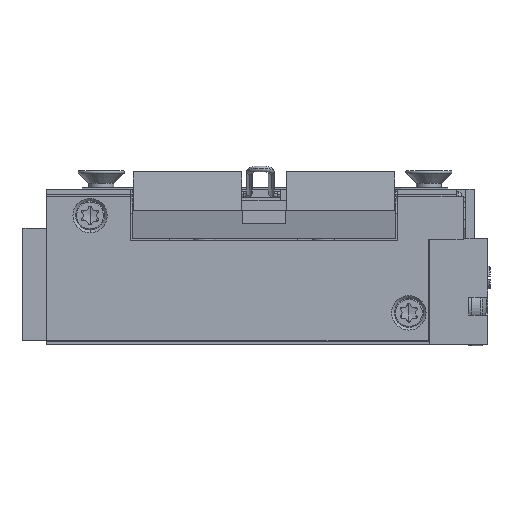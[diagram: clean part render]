
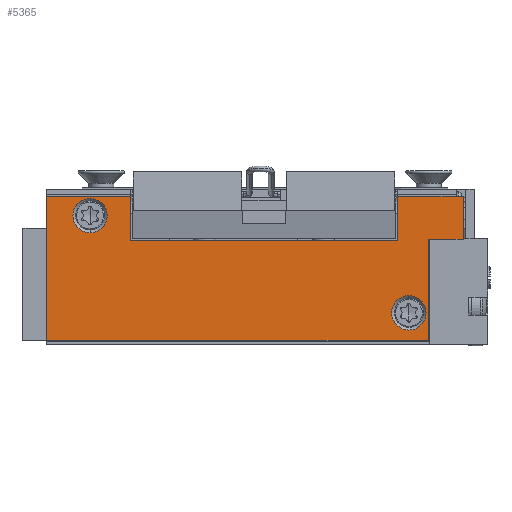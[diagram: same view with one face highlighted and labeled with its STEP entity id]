
A CAD part, left-side view. The second image highlights one B-rep face of the part: STEP entity #5365.
In plain terms, the highlighted planar face has unit normal (-1, 0, 0).
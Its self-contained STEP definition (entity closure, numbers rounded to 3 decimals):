
#17 = VERTEX_POINT ( 'NONE', #9165 ) ;
#56 = DIRECTION ( 'NONE',  ( 1., 0., 0. ) ) ;
#161 = CARTESIAN_POINT ( 'NONE',  ( 0., -22.9, 4.4 ) ) ;
#317 = VECTOR ( 'NONE', #21899, 1000. ) ;
#661 = CARTESIAN_POINT ( 'NONE',  ( 0., -33.4, 11.55 ) ) ;
#822 = VERTEX_POINT ( 'NONE', #3931 ) ;
#1026 = EDGE_CURVE ( 'NONE', #3929, #10725, #5979, .T. ) ;
#1271 = DIRECTION ( 'NONE',  ( -1., 0., 0. ) ) ;
#1383 = FACE_BOUND ( 'NONE', #17191, .T. ) ;
#1400 = ORIENTED_EDGE ( 'NONE', *, *, #6069, .F. ) ;
#1488 = ORIENTED_EDGE ( 'NONE', *, *, #10811, .F. ) ;
#1675 = VERTEX_POINT ( 'NONE', #12716 ) ;
#1846 = VERTEX_POINT ( 'NONE', #161 ) ;
#1975 = VERTEX_POINT ( 'NONE', #9136 ) ;
#1985 = DIRECTION ( 'NONE',  ( -1., 0., 0. ) ) ;
#2298 = AXIS2_PLACEMENT_3D ( 'NONE', #14131, #17509, #20633 ) ;
#2345 = DIRECTION ( 'NONE',  ( 0., 0., -1. ) ) ;
#2752 = LINE ( 'NONE', #20011, #6783 ) ;
#2754 = VERTEX_POINT ( 'NONE', #15667 ) ;
#2982 = CARTESIAN_POINT ( 'NONE',  ( 0., 33.4, -11.55 ) ) ;
#3026 = EDGE_CURVE ( 'NONE', #5152, #2754, #12103, .T. ) ;
#3160 = CARTESIAN_POINT ( 'NONE',  ( 0., 33.4, -11.55 ) ) ;
#3217 = VECTOR ( 'NONE', #18195, 1000. ) ;
#3255 = CARTESIAN_POINT ( 'NONE',  ( 0., 26.4, 8.45 ) ) ;
#3413 = CARTESIAN_POINT ( 'NONE',  ( 0., 33.4, 11.55 ) ) ;
#3457 = VECTOR ( 'NONE', #13423, 1000. ) ;
#3543 = ORIENTED_EDGE ( 'NONE', *, *, #21700, .F. ) ;
#3599 = CARTESIAN_POINT ( 'NONE',  ( 0., -27.8, -11.55 ) ) ;
#3689 = CARTESIAN_POINT ( 'NONE',  ( 0., -33.4, 11.55 ) ) ;
#3890 = AXIS2_PLACEMENT_3D ( 'NONE', #14835, #56, #4723 ) ;
#3929 = VERTEX_POINT ( 'NONE', #13765 ) ;
#3931 = CARTESIAN_POINT ( 'NONE',  ( 0., -33.4, 4.65 ) ) ;
#4059 = VECTOR ( 'NONE', #18745, 1000. ) ;
#4099 = CARTESIAN_POINT ( 'NONE',  ( 0., 26.4, 11.2 ) ) ;
#4175 = ORIENTED_EDGE ( 'NONE', *, *, #10820, .F. ) ;
#4297 = CARTESIAN_POINT ( 'NONE',  ( 0., -33.4, 4.65 ) ) ;
#4589 = LINE ( 'NONE', #3160, #3217 ) ;
#4618 = CARTESIAN_POINT ( 'NONE',  ( 0., -22.9, 11.55 ) ) ;
#4672 = ORIENTED_EDGE ( 'NONE', *, *, #1026, .F. ) ;
#4708 = ORIENTED_EDGE ( 'NONE', *, *, #11840, .F. ) ;
#4723 = DIRECTION ( 'NONE',  ( 0., 0., -1. ) ) ;
#5121 = DIRECTION ( 'NONE',  ( 0., 0., -1. ) ) ;
#5134 = EDGE_CURVE ( 'NONE', #17, #1975, #16457, .T. ) ;
#5152 = VERTEX_POINT ( 'NONE', #17211 ) ;
#5365 = ADVANCED_FACE ( 'NONE', ( #1383, #8380, #11607 ), #6392, .F. ) ;
#5672 = ORIENTED_EDGE ( 'NONE', *, *, #3026, .F. ) ;
#5685 = CARTESIAN_POINT ( 'NONE',  ( 0., 19.9, 4.4 ) ) ;
#5861 = EDGE_CURVE ( 'NONE', #19910, #21062, #18737, .T. ) ;
#5979 = CIRCLE ( 'NONE', #13790, 2.75 ) ;
#6069 = EDGE_CURVE ( 'NONE', #1675, #14543, #7874, .T. ) ;
#6392 = PLANE ( 'NONE',  #3890 ) ;
#6454 = CARTESIAN_POINT ( 'NONE',  ( 0., 19.9, 4.4 ) ) ;
#6604 = DIRECTION ( 'NONE',  ( 0., 0., 1. ) ) ;
#6642 = CARTESIAN_POINT ( 'NONE',  ( 0., -22.9, 4.4 ) ) ;
#6783 = VECTOR ( 'NONE', #9519, 1000. ) ;
#6986 = CARTESIAN_POINT ( 'NONE',  ( 0., -33.4, 4.65 ) ) ;
#7452 = VECTOR ( 'NONE', #5121, 1000. ) ;
#7874 = LINE ( 'NONE', #5685, #18503 ) ;
#8053 = VECTOR ( 'NONE', #19330, 1000. ) ;
#8289 = CARTESIAN_POINT ( 'NONE',  ( 0., -27.8, 4.65 ) ) ;
#8380 = FACE_BOUND ( 'NONE', #13150, .T. ) ;
#8890 = ORIENTED_EDGE ( 'NONE', *, *, #11288, .F. ) ;
#9001 = DIRECTION ( 'NONE',  ( 0., -1., 0. ) ) ;
#9136 = CARTESIAN_POINT ( 'NONE',  ( 0., -27.8, -11.55 ) ) ;
#9165 = CARTESIAN_POINT ( 'NONE',  ( 0., -27.8, 4.65 ) ) ;
#9519 = DIRECTION ( 'NONE',  ( 0., -1., 0. ) ) ;
#9782 = VECTOR ( 'NONE', #11066, 1000. ) ;
#9859 = DIRECTION ( 'NONE',  ( 0., 0., 1. ) ) ;
#9900 = ORIENTED_EDGE ( 'NONE', *, *, #5861, .F. ) ;
#9968 = AXIS2_PLACEMENT_3D ( 'NONE', #14950, #1271, #6604 ) ;
#10339 = ORIENTED_EDGE ( 'NONE', *, *, #12439, .F. ) ;
#10535 = LINE ( 'NONE', #6986, #7452 ) ;
#10725 = VERTEX_POINT ( 'NONE', #4099 ) ;
#10761 = VERTEX_POINT ( 'NONE', #2982 ) ;
#10811 = EDGE_CURVE ( 'NONE', #17358, #1675, #2752, .T. ) ;
#10820 = EDGE_CURVE ( 'NONE', #10725, #3929, #14223, .T. ) ;
#11066 = DIRECTION ( 'NONE',  ( 0., 0., 1. ) ) ;
#11288 = EDGE_CURVE ( 'NONE', #10761, #17358, #4589, .T. ) ;
#11607 = FACE_OUTER_BOUND ( 'NONE', #16738, .T. ) ;
#11752 = AXIS2_PLACEMENT_3D ( 'NONE', #21455, #14868, #9859 ) ;
#11840 = EDGE_CURVE ( 'NONE', #21062, #822, #10535, .T. ) ;
#12103 = CIRCLE ( 'NONE', #9968, 2.75 ) ;
#12167 = EDGE_CURVE ( 'NONE', #14543, #1846, #18691, .T. ) ;
#12439 = EDGE_CURVE ( 'NONE', #822, #17, #17771, .T. ) ;
#12557 = CIRCLE ( 'NONE', #2298, 2.75 ) ;
#12716 = CARTESIAN_POINT ( 'NONE',  ( 0., 19.9, 11.55 ) ) ;
#13150 = EDGE_LOOP ( 'NONE', ( #3543, #5672 ) ) ;
#13423 = DIRECTION ( 'NONE',  ( 0., -1., 0. ) ) ;
#13765 = CARTESIAN_POINT ( 'NONE',  ( 0., 26.4, 5.7 ) ) ;
#13790 = AXIS2_PLACEMENT_3D ( 'NONE', #3255, #1985, #19013 ) ;
#13909 = LINE ( 'NONE', #3599, #4059 ) ;
#14131 = CARTESIAN_POINT ( 'NONE',  ( 0., -24.7, -7.15 ) ) ;
#14194 = EDGE_CURVE ( 'NONE', #1975, #10761, #13909, .T. ) ;
#14223 = CIRCLE ( 'NONE', #11752, 2.75 ) ;
#14275 = ORIENTED_EDGE ( 'NONE', *, *, #14194, .F. ) ;
#14543 = VERTEX_POINT ( 'NONE', #6454 ) ;
#14835 = CARTESIAN_POINT ( 'NONE',  ( 0., 0., 0. ) ) ;
#14868 = DIRECTION ( 'NONE',  ( -1., 0., 0. ) ) ;
#14950 = CARTESIAN_POINT ( 'NONE',  ( 0., -24.7, -7.15 ) ) ;
#15667 = CARTESIAN_POINT ( 'NONE',  ( 0., -24.7, -4.4 ) ) ;
#15975 = VECTOR ( 'NONE', #9001, 1000. ) ;
#16403 = ORIENTED_EDGE ( 'NONE', *, *, #17100, .F. ) ;
#16457 = LINE ( 'NONE', #8289, #317 ) ;
#16738 = EDGE_LOOP ( 'NONE', ( #1488, #8890, #14275, #18559, #10339, #4708, #9900, #16403, #19688, #1400 ) ) ;
#17100 = EDGE_CURVE ( 'NONE', #1846, #19910, #19338, .T. ) ;
#17191 = EDGE_LOOP ( 'NONE', ( #4175, #4672 ) ) ;
#17211 = CARTESIAN_POINT ( 'NONE',  ( 0., -24.7, -9.9 ) ) ;
#17358 = VERTEX_POINT ( 'NONE', #3413 ) ;
#17509 = DIRECTION ( 'NONE',  ( -1., 0., 0. ) ) ;
#17771 = LINE ( 'NONE', #4297, #8053 ) ;
#18001 = CARTESIAN_POINT ( 'NONE',  ( 0., -22.9, 11.55 ) ) ;
#18195 = DIRECTION ( 'NONE',  ( 0., 0., 1. ) ) ;
#18503 = VECTOR ( 'NONE', #2345, 1000. ) ;
#18559 = ORIENTED_EDGE ( 'NONE', *, *, #5134, .F. ) ;
#18691 = LINE ( 'NONE', #6642, #3457 ) ;
#18737 = LINE ( 'NONE', #3689, #15975 ) ;
#18745 = DIRECTION ( 'NONE',  ( 0., 1., 0. ) ) ;
#19013 = DIRECTION ( 'NONE',  ( 0., 0., 1. ) ) ;
#19330 = DIRECTION ( 'NONE',  ( 0., 1., 0. ) ) ;
#19338 = LINE ( 'NONE', #18001, #9782 ) ;
#19688 = ORIENTED_EDGE ( 'NONE', *, *, #12167, .F. ) ;
#19910 = VERTEX_POINT ( 'NONE', #4618 ) ;
#20011 = CARTESIAN_POINT ( 'NONE',  ( 0., 19.9, 11.55 ) ) ;
#20633 = DIRECTION ( 'NONE',  ( 0., 0., 1. ) ) ;
#21062 = VERTEX_POINT ( 'NONE', #661 ) ;
#21455 = CARTESIAN_POINT ( 'NONE',  ( 0., 26.4, 8.45 ) ) ;
#21700 = EDGE_CURVE ( 'NONE', #2754, #5152, #12557, .T. ) ;
#21899 = DIRECTION ( 'NONE',  ( 0., 0., -1. ) ) ;
